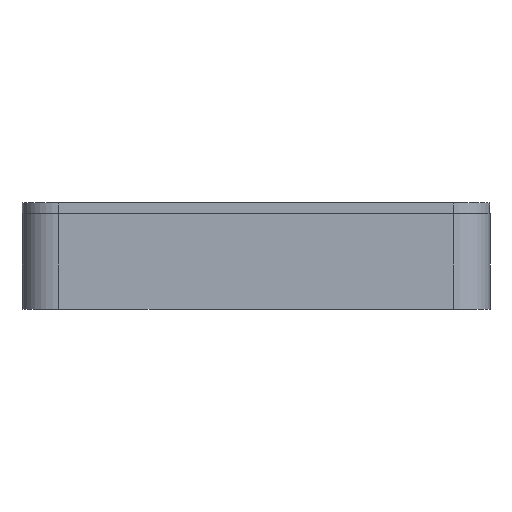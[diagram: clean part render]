
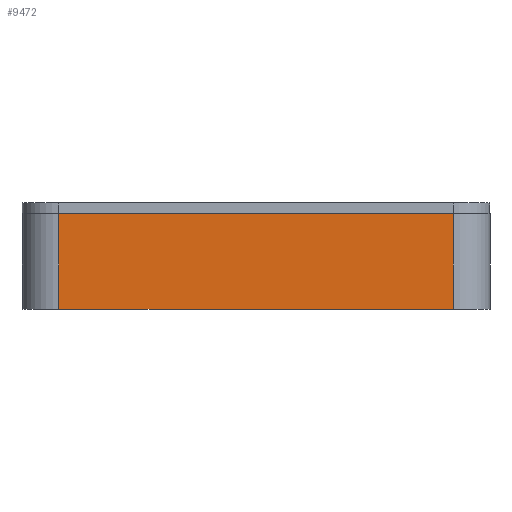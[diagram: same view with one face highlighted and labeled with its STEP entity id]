
A CAD part, front view. The second image highlights one B-rep face of the part: STEP entity #9472.
In plain terms, the highlighted planar face has unit normal (0, -1, 0).
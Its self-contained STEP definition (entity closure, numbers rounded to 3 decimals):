
#1024=PLANE('',#10043);
#1180=FACE_OUTER_BOUND('',#1706,.T.);
#1706=EDGE_LOOP('',(#6482,#6483,#6484,#6485));
#2373=LINE('',#12070,#3104);
#2383=LINE('',#12102,#3114);
#2384=LINE('',#12105,#3115);
#2385=LINE('',#12106,#3116);
#3104=VECTOR('',#10480,10.);
#3114=VECTOR('',#10506,10.);
#3115=VECTOR('',#10509,10.);
#3116=VECTOR('',#10510,10.);
#4012=VERTEX_POINT('',#12067);
#4013=VERTEX_POINT('',#12069);
#4027=VERTEX_POINT('',#12100);
#4028=VERTEX_POINT('',#12104);
#4992=EDGE_CURVE('',#4012,#4013,#2373,.T.);
#5009=EDGE_CURVE('',#4027,#4012,#2383,.T.);
#5010=EDGE_CURVE('',#4028,#4027,#2384,.T.);
#5011=EDGE_CURVE('',#4013,#4028,#2385,.T.);
#6482=ORIENTED_EDGE('',*,*,#5009,.F.);
#6483=ORIENTED_EDGE('',*,*,#5010,.F.);
#6484=ORIENTED_EDGE('',*,*,#5011,.F.);
#6485=ORIENTED_EDGE('',*,*,#4992,.F.);
#9472=ADVANCED_FACE('',(#1180),#1024,.T.);
#10043=AXIS2_PLACEMENT_3D('',#12103,#10507,#10508);
#10480=DIRECTION('',(1.,0.,0.));
#10506=DIRECTION('',(0.,0.,1.));
#10507=DIRECTION('center_axis',(0.,-1.,0.));
#10508=DIRECTION('ref_axis',(1.,0.,0.));
#10509=DIRECTION('',(-1.,0.,0.));
#10510=DIRECTION('',(0.,0.,-1.));
#12067=CARTESIAN_POINT('',(-14.859,-87.371,23.));
#12069=CARTESIAN_POINT('',(39.003,-87.371,23.));
#12070=CARTESIAN_POINT('',(44.003,-87.371,23.));
#12100=CARTESIAN_POINT('',(-14.859,-87.371,10.));
#12102=CARTESIAN_POINT('',(-14.859,-87.371,13.1));
#12103=CARTESIAN_POINT('Origin',(-19.859,-87.371,13.1));
#12104=CARTESIAN_POINT('',(39.003,-87.371,10.));
#12105=CARTESIAN_POINT('',(44.003,-87.371,10.));
#12106=CARTESIAN_POINT('',(39.003,-87.371,13.1));
